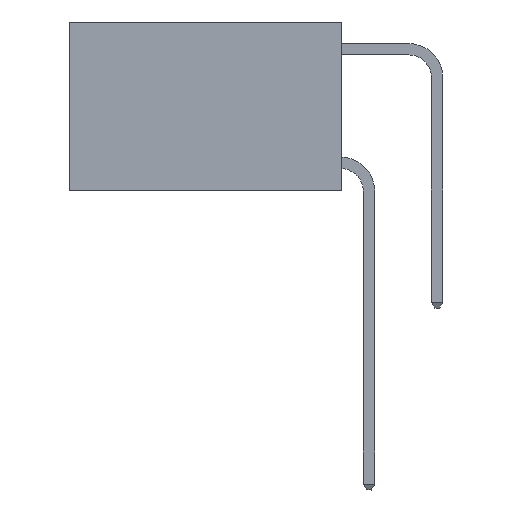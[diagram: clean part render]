
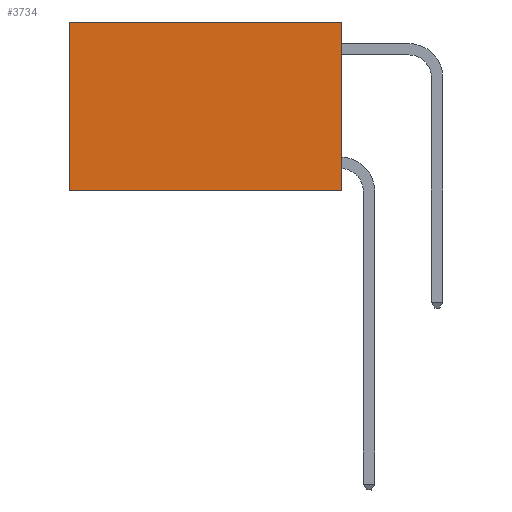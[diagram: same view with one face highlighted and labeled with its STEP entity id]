
A CAD part, left-side view. The second image highlights one B-rep face of the part: STEP entity #3734.
In plain terms, the highlighted planar face has unit normal (-1, 0, 0).
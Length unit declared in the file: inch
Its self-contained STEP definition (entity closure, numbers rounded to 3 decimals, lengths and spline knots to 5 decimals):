
#320 = EDGE_LOOP ( 'NONE', ( #9233, #4690, #2497, #11761 ) ) ;
#339 = DIRECTION ( 'NONE',  ( 1., 0., 0. ) ) ;
#540 = LINE ( 'NONE', #6881, #11803 ) ;
#562 = EDGE_CURVE ( 'NONE', #4614, #11292, #540, .T. ) ;
#1168 = CARTESIAN_POINT ( 'NONE',  ( 0.2625, 0.6, 0. ) ) ;
#2260 = VERTEX_POINT ( 'NONE', #4720 ) ;
#2497 = ORIENTED_EDGE ( 'NONE', *, *, #562, .F. ) ;
#2743 = VECTOR ( 'NONE', #8588, 39.37008 ) ;
#3023 = CARTESIAN_POINT ( 'NONE',  ( 0.2625, 0., 0. ) ) ;
#3077 = AXIS2_PLACEMENT_3D ( 'NONE', #5088, #339, #6911 ) ;
#3163 = EDGE_CURVE ( 'NONE', #6096, #2260, #5497, .T. ) ;
#3734 = ADVANCED_FACE ( 'NONE', ( #4536 ), #6018, .F. ) ;
#4023 = DIRECTION ( 'NONE',  ( 0., 1., 0. ) ) ;
#4536 = FACE_OUTER_BOUND ( 'NONE', #320, .T. ) ;
#4614 = VERTEX_POINT ( 'NONE', #3023 ) ;
#4690 = ORIENTED_EDGE ( 'NONE', *, *, #6175, .F. ) ;
#4720 = CARTESIAN_POINT ( 'NONE',  ( 0.2625, 0.6, -0.37 ) ) ;
#4962 = CARTESIAN_POINT ( 'NONE',  ( 0.2625, 0., -0.37 ) ) ;
#5088 = CARTESIAN_POINT ( 'NONE',  ( 0.2625, 0., 0. ) ) ;
#5480 = LINE ( 'NONE', #4962, #9980 ) ;
#5497 = LINE ( 'NONE', #1168, #2743 ) ;
#6018 = PLANE ( 'NONE',  #3077 ) ;
#6096 = VERTEX_POINT ( 'NONE', #9371 ) ;
#6175 = EDGE_CURVE ( 'NONE', #11292, #2260, #5480, .T. ) ;
#6765 = DIRECTION ( 'NONE',  ( 0., 0., -1. ) ) ;
#6881 = CARTESIAN_POINT ( 'NONE',  ( 0.2625, 0., 0. ) ) ;
#6911 = DIRECTION ( 'NONE',  ( 0., 0., -1. ) ) ;
#7433 = LINE ( 'NONE', #10130, #11815 ) ;
#8588 = DIRECTION ( 'NONE',  ( 0., 0., -1. ) ) ;
#9233 = ORIENTED_EDGE ( 'NONE', *, *, #3163, .T. ) ;
#9371 = CARTESIAN_POINT ( 'NONE',  ( 0.2625, 0.6, 0. ) ) ;
#9980 = VECTOR ( 'NONE', #4023, 39.37008 ) ;
#10130 = CARTESIAN_POINT ( 'NONE',  ( 0.2625, 0., 0. ) ) ;
#10205 = CARTESIAN_POINT ( 'NONE',  ( 0.2625, 0., -0.37 ) ) ;
#10974 = DIRECTION ( 'NONE',  ( 0., 1., 0. ) ) ;
#11087 = EDGE_CURVE ( 'NONE', #4614, #6096, #7433, .T. ) ;
#11292 = VERTEX_POINT ( 'NONE', #10205 ) ;
#11761 = ORIENTED_EDGE ( 'NONE', *, *, #11087, .T. ) ;
#11803 = VECTOR ( 'NONE', #6765, 39.37008 ) ;
#11815 = VECTOR ( 'NONE', #10974, 39.37008 ) ;
